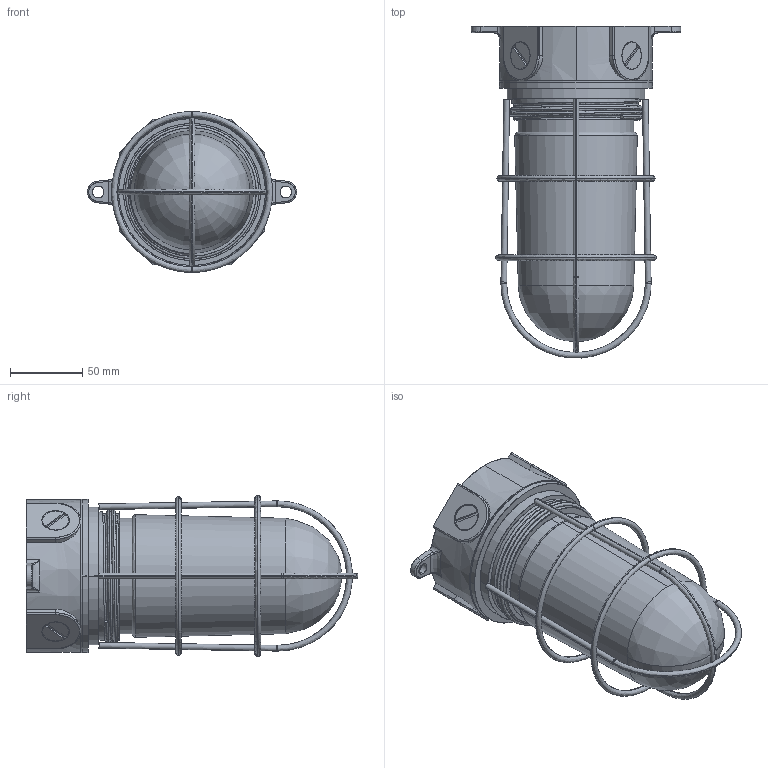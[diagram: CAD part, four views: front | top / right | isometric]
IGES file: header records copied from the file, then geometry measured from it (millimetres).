
Start section: SolidWorks IGES file using analytic representation for surfaces
Global section: file name: FE-701-1.IGS,15; native system: HSolidWorks 2014; preprocessor: SolidWorks 2014; author: 1337yo; date: 181107.170231; units: millimetre
Bounding box: 145 x 229.85 x 111.46 mm (x, y, z)
Surface area: 223673.8 mm2 (no closed solid volume)
Topology: 0 solids, 0 shells, 493 faces, 8318 edges, 8301 vertices
Faces by surface type: bspline 265, revolution 228
